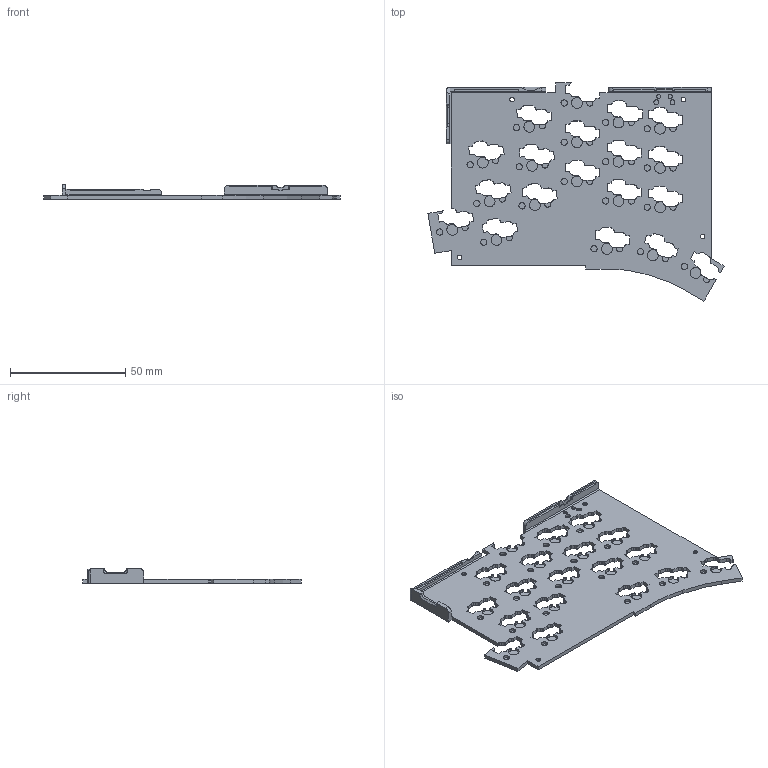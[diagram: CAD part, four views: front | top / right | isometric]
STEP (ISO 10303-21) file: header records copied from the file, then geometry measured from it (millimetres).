
FILE_DESCRIPTION (( 'STEP AP214' ), '1' );
FILE_NAME ('totem_ble_no_logo-left_bottom.STEP', '2024-11-19T08:59:43', ( '' ), ( '' ), 'SwSTEP 2.0', 'SolidWorks 2024', '' );
FILE_SCHEMA (( 'AUTOMOTIVE_DESIGN' ));
Length unit declared in the file: millimetre
Products named in the file (1): totem_ble_no_logo-left_bottom
Bounding box: 128.32 x 94.46 x 6.39 mm (x, y, z)
Volume: 12935.6 mm3; surface area: 18541.2 mm2
Topology: 1 solids, 1 shells, 905 faces, 2620 edges, 1740 vertices
Faces by surface type: plane 389, bspline 352, cylinder 153, cone 11
Entity records: 37287 total; most frequent: CARTESIAN_POINT 15801, ORIENTED_EDGE 5240, DIRECTION 3185, EDGE_CURVE 2620, VERTEX_POINT 1740, LINE 1477, VECTOR 1477, EDGE_LOOP 968
